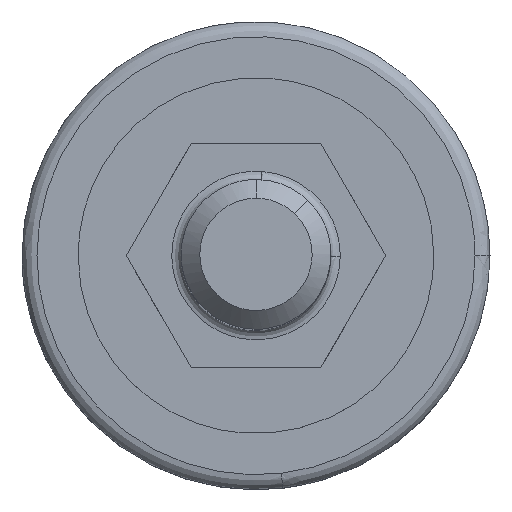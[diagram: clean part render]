
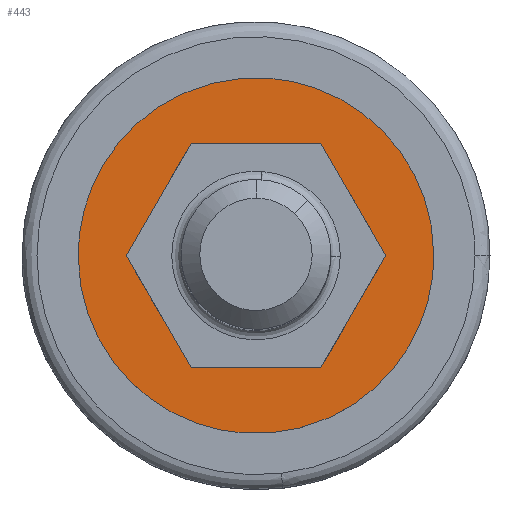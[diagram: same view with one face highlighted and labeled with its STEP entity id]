
A CAD part, top view. The second image highlights one B-rep face of the part: STEP entity #443.
In plain terms, the highlighted free-form (B-spline) face has degree [1, 1] with [2, 2] control points.
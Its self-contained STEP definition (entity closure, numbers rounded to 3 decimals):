
#79=CARTESIAN_POINT('',(-1.491,-18.941,17.5));
#80=VERTEX_POINT('',#79);
#86=CARTESIAN_POINT('',(-19.0,0.0,17.5));
#87=VERTEX_POINT('',#86);
#88=CARTESIAN_POINT('',(-19.0,0.0,17.5));
#89=CARTESIAN_POINT('',(-19.,-17.563,17.5));
#90=CARTESIAN_POINT('',(-1.491,-18.941,17.5));
#98=(BOUNDED_CURVE()B_SPLINE_CURVE(2,(#88,#89,#90),.UNSPECIFIED.,.F.,.U.)B_SPLINE_CURVE_WITH_KNOTS((3,3),(0.0,0.236),.UNSPECIFIED.)CURVE()GEOMETRIC_REPRESENTATION_ITEM()RATIONAL_B_SPLINE_CURVE((1.0,0.723,0.97))REPRESENTATION_ITEM(''));
#99=EDGE_CURVE('',#87,#80,#98,.T.);
#101=CARTESIAN_POINT('',(1.491,18.941,17.5));
#102=VERTEX_POINT('',#101);
#103=CARTESIAN_POINT('',(1.491,18.941,17.5));
#104=CARTESIAN_POINT('',(0.747,19.,17.5));
#105=CARTESIAN_POINT('',(0.0,19.0,17.5));
#106=CARTESIAN_POINT('',(-19.,19.,17.5));
#107=CARTESIAN_POINT('',(-19.0,0.0,17.5));
#115=(BOUNDED_CURVE()B_SPLINE_CURVE(2,(#103,#104,#105,#106,#107),.UNSPECIFIED.,.F.,.U.)B_SPLINE_CURVE_WITH_KNOTS((3,2,3),(0.736,0.75,1.0),.UNSPECIFIED.)CURVE()GEOMETRIC_REPRESENTATION_ITEM()RATIONAL_B_SPLINE_CURVE((0.97,0.984,1.0,0.707,1.0))REPRESENTATION_ITEM(''));
#116=EDGE_CURVE('',#102,#87,#115,.T.);
#192=CARTESIAN_POINT('',(19.0,0.0,17.5));
#193=VERTEX_POINT('',#192);
#194=CARTESIAN_POINT('',(19.0,0.0,17.5));
#195=CARTESIAN_POINT('',(19.0,17.563,17.5));
#196=CARTESIAN_POINT('',(1.491,18.941,17.5));
#204=(BOUNDED_CURVE()B_SPLINE_CURVE(2,(#194,#195,#196),.UNSPECIFIED.,.F.,.U.)B_SPLINE_CURVE_WITH_KNOTS((3,3),(0.5,0.736),.UNSPECIFIED.)CURVE()GEOMETRIC_REPRESENTATION_ITEM()RATIONAL_B_SPLINE_CURVE((1.0,0.723,0.97))REPRESENTATION_ITEM(''));
#205=EDGE_CURVE('',#193,#102,#204,.T.);
#207=CARTESIAN_POINT('',(-1.491,-18.941,17.5));
#208=CARTESIAN_POINT('',(-0.747,-19.0,17.5));
#209=CARTESIAN_POINT('',(0.0,-19.0,17.5));
#210=CARTESIAN_POINT('',(19.,-19.,17.5));
#211=CARTESIAN_POINT('',(19.0,0.0,17.5));
#219=(BOUNDED_CURVE()B_SPLINE_CURVE(2,(#207,#208,#209,#210,#211),.UNSPECIFIED.,.F.,.U.)B_SPLINE_CURVE_WITH_KNOTS((3,2,3),(0.236,0.25,0.5),.UNSPECIFIED.)CURVE()GEOMETRIC_REPRESENTATION_ITEM()RATIONAL_B_SPLINE_CURVE((0.97,0.984,1.0,0.707,1.0))REPRESENTATION_ITEM(''));
#220=EDGE_CURVE('',#80,#193,#219,.T.);
#278=CARTESIAN_POINT('',(0.628,7.975,17.5));
#279=VERTEX_POINT('',#278);
#285=CARTESIAN_POINT('',(-8.0,0.0,17.5));
#286=VERTEX_POINT('',#285);
#287=CARTESIAN_POINT('',(0.628,7.975,17.5));
#288=CARTESIAN_POINT('',(0.314,8.0,17.5));
#289=CARTESIAN_POINT('',(0.0,8.0,17.5));
#290=CARTESIAN_POINT('',(-8.0,8.0,17.5));
#291=CARTESIAN_POINT('',(-8.0,0.0,17.5));
#299=(BOUNDED_CURVE()B_SPLINE_CURVE(2,(#287,#288,#289,#290,#291),.UNSPECIFIED.,.F.,.U.)B_SPLINE_CURVE_WITH_KNOTS((3,2,3),(0.736,0.75,1.0),.UNSPECIFIED.)CURVE()GEOMETRIC_REPRESENTATION_ITEM()RATIONAL_B_SPLINE_CURVE((0.97,0.984,1.0,0.707,1.0))REPRESENTATION_ITEM(''));
#300=EDGE_CURVE('',#279,#286,#299,.T.);
#302=CARTESIAN_POINT('',(-0.628,-7.975,17.5));
#303=VERTEX_POINT('',#302);
#304=CARTESIAN_POINT('',(-8.0,0.0,17.5));
#305=CARTESIAN_POINT('',(-8.0,-7.395,17.5));
#306=CARTESIAN_POINT('',(-0.628,-7.975,17.5));
#314=(BOUNDED_CURVE()B_SPLINE_CURVE(2,(#304,#305,#306),.UNSPECIFIED.,.F.,.U.)B_SPLINE_CURVE_WITH_KNOTS((3,3),(0.0,0.236),.UNSPECIFIED.)CURVE()GEOMETRIC_REPRESENTATION_ITEM()RATIONAL_B_SPLINE_CURVE((1.0,0.723,0.97))REPRESENTATION_ITEM(''));
#315=EDGE_CURVE('',#286,#303,#314,.T.);
#361=CARTESIAN_POINT('',(8.0,0.0,17.5));
#362=VERTEX_POINT('',#361);
#363=CARTESIAN_POINT('',(-0.628,-7.975,17.5));
#364=CARTESIAN_POINT('',(-0.314,-8.0,17.5));
#365=CARTESIAN_POINT('',(0.0,-8.0,17.5));
#366=CARTESIAN_POINT('',(8.0,-8.0,17.5));
#367=CARTESIAN_POINT('',(8.0,0.0,17.5));
#375=(BOUNDED_CURVE()B_SPLINE_CURVE(2,(#363,#364,#365,#366,#367),.UNSPECIFIED.,.F.,.U.)B_SPLINE_CURVE_WITH_KNOTS((3,2,3),(0.236,0.25,0.5),.UNSPECIFIED.)CURVE()GEOMETRIC_REPRESENTATION_ITEM()RATIONAL_B_SPLINE_CURVE((0.97,0.984,1.0,0.707,1.0))REPRESENTATION_ITEM(''));
#376=EDGE_CURVE('',#303,#362,#375,.T.);
#378=CARTESIAN_POINT('',(8.0,0.0,17.5));
#379=CARTESIAN_POINT('',(8.0,7.395,17.5));
#380=CARTESIAN_POINT('',(0.628,7.975,17.5));
#388=(BOUNDED_CURVE()B_SPLINE_CURVE(2,(#378,#379,#380),.UNSPECIFIED.,.F.,.U.)B_SPLINE_CURVE_WITH_KNOTS((3,3),(0.5,0.736),.UNSPECIFIED.)CURVE()GEOMETRIC_REPRESENTATION_ITEM()RATIONAL_B_SPLINE_CURVE((1.0,0.723,0.97))REPRESENTATION_ITEM(''));
#389=EDGE_CURVE('',#362,#279,#388,.T.);
#426=CARTESIAN_POINT('',(-20.898,20.892,17.5));
#427=CARTESIAN_POINT('',(20.898,20.892,17.5));
#428=CARTESIAN_POINT('',(-20.898,-20.892,17.5));
#429=CARTESIAN_POINT('',(20.898,-20.892,17.5));
#430=B_SPLINE_SURFACE_WITH_KNOTS('',1,1,((#426,#428),(#427,#429)),.UNSPECIFIED.,.F.,.F.,.U.,(2,2),(2,2),(0.0,41.796),(0.0,41.785),.UNSPECIFIED.);
#431=ORIENTED_EDGE('',*,*,#99,.T.);
#432=ORIENTED_EDGE('',*,*,#220,.T.);
#433=ORIENTED_EDGE('',*,*,#205,.T.);
#434=ORIENTED_EDGE('',*,*,#116,.T.);
#435=EDGE_LOOP('',(#431,#432,#433,#434));
#436=FACE_OUTER_BOUND('',#435,.T.);
#437=ORIENTED_EDGE('',*,*,#389,.F.);
#438=ORIENTED_EDGE('',*,*,#376,.F.);
#439=ORIENTED_EDGE('',*,*,#315,.F.);
#440=ORIENTED_EDGE('',*,*,#300,.F.);
#441=EDGE_LOOP('',(#437,#438,#439,#440));
#442=FACE_BOUND('',#441,.T.);
#443=ADVANCED_FACE('',(#436,#442),#430,.F.);
